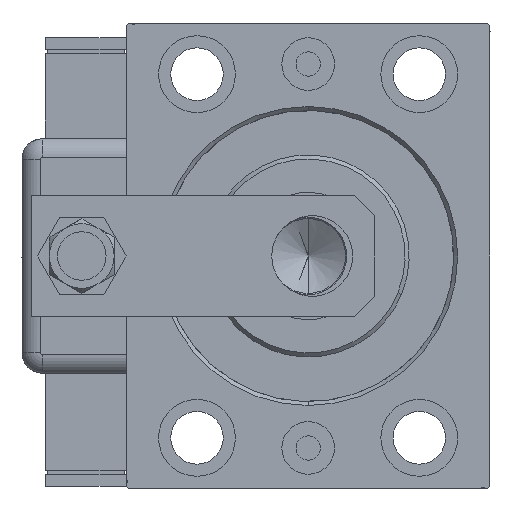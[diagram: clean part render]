
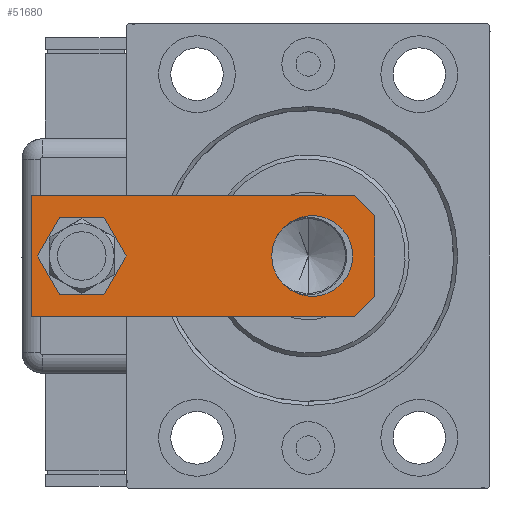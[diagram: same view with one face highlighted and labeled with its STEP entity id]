
A CAD part, left-side view. The second image highlights one B-rep face of the part: STEP entity #51680.
In plain terms, the highlighted face is planar.
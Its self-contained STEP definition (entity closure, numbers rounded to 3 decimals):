
#36 = LINE ( 'NONE', #55755, #36550 ) ;
#278 = DIRECTION ( 'NONE',  ( 1., 0., 0. ) ) ;
#296 = CIRCLE ( 'NONE', #3172, 10. ) ;
#407 = VERTEX_POINT ( 'NONE', #51570 ) ;
#902 = LINE ( 'NONE', #36482, #8596 ) ;
#1855 = VECTOR ( 'NONE', #18608, 1000. ) ;
#2120 = DIRECTION ( 'NONE',  ( 1., 0., 0. ) ) ;
#2711 = EDGE_CURVE ( 'NONE', #33859, #53489, #4338, .T. ) ;
#3051 = LINE ( 'NONE', #30464, #57466 ) ;
#3172 = AXIS2_PLACEMENT_3D ( 'NONE', #32205, #50581, #12183 ) ;
#3733 = VECTOR ( 'NONE', #30153, 1000. ) ;
#4338 = CIRCLE ( 'NONE', #36084, 7. ) ;
#4796 = FACE_BOUND ( 'NONE', #59063, .T. ) ;
#5591 = DIRECTION ( 'NONE',  ( 0., 0., 1. ) ) ;
#6129 = CARTESIAN_POINT ( 'NONE',  ( -15., 85., 0. ) ) ;
#7240 = CARTESIAN_POINT ( 'NONE',  ( 15., 0., 0. ) ) ;
#8596 = VECTOR ( 'NONE', #32239, 1000. ) ;
#9596 = PLANE ( 'NONE',  #36077 ) ;
#11240 = DIRECTION ( 'NONE',  ( 1., 0., 0. ) ) ;
#11702 = DIRECTION ( 'NONE',  ( 1., 0., 0. ) ) ;
#12183 = DIRECTION ( 'NONE',  ( 1., 0., 0. ) ) ;
#12584 = CARTESIAN_POINT ( 'NONE',  ( 0., 72.5, 0. ) ) ;
#13959 = ORIENTED_EDGE ( 'NONE', *, *, #59058, .T. ) ;
#15322 = AXIS2_PLACEMENT_3D ( 'NONE', #12584, #16217, #11702 ) ;
#15905 = VERTEX_POINT ( 'NONE', #17147 ) ;
#16217 = DIRECTION ( 'NONE',  ( 0., 0., 1. ) ) ;
#16426 = EDGE_CURVE ( 'NONE', #39918, #407, #20291, .T. ) ;
#16626 = ORIENTED_EDGE ( 'NONE', *, *, #17596, .F. ) ;
#17147 = CARTESIAN_POINT ( 'NONE',  ( -15., 5., 0. ) ) ;
#17171 = LINE ( 'NONE', #7240, #3733 ) ;
#17596 = EDGE_CURVE ( 'NONE', #20232, #50584, #17171, .T. ) ;
#17614 = CIRCLE ( 'NONE', #39724, 10. ) ;
#18031 = EDGE_CURVE ( 'NONE', #53489, #33859, #53822, .T. ) ;
#18121 = VECTOR ( 'NONE', #11240, 1000. ) ;
#18608 = DIRECTION ( 'NONE',  ( 0., -1., 0. ) ) ;
#19312 = EDGE_CURVE ( 'NONE', #50584, #47044, #36, .T. ) ;
#19733 = DIRECTION ( 'NONE',  ( 1., 0., 0. ) ) ;
#20232 = VERTEX_POINT ( 'NONE', #34801 ) ;
#20291 = LINE ( 'NONE', #52233, #18121 ) ;
#20633 = CARTESIAN_POINT ( 'NONE',  ( 0., 72.5, 0. ) ) ;
#23173 = DIRECTION ( 'NONE',  ( 0., 0., 1. ) ) ;
#23256 = ORIENTED_EDGE ( 'NONE', *, *, #33026, .F. ) ;
#23373 = CARTESIAN_POINT ( 'NONE',  ( -10., 15.5, 0. ) ) ;
#24699 = CARTESIAN_POINT ( 'NONE',  ( 0., 15.5, 0. ) ) ;
#25248 = ORIENTED_EDGE ( 'NONE', *, *, #19312, .F. ) ;
#27409 = VERTEX_POINT ( 'NONE', #53207 ) ;
#27967 = CARTESIAN_POINT ( 'NONE',  ( -7., 72.5, 0. ) ) ;
#30153 = DIRECTION ( 'NONE',  ( 0., 1., 0. ) ) ;
#30464 = CARTESIAN_POINT ( 'NONE',  ( -10., 0., 0. ) ) ;
#32205 = CARTESIAN_POINT ( 'NONE',  ( 0., 15.5, 0. ) ) ;
#32239 = DIRECTION ( 'NONE',  ( -0.707, -0.707, 0. ) ) ;
#32814 = EDGE_CURVE ( 'NONE', #20232, #407, #902, .T. ) ;
#33026 = EDGE_CURVE ( 'NONE', #47044, #15905, #59610, .T. ) ;
#33859 = VERTEX_POINT ( 'NONE', #27967 ) ;
#34051 = DIRECTION ( 'NONE',  ( 0., 0., 1. ) ) ;
#34801 = CARTESIAN_POINT ( 'NONE',  ( 15., 5., 0. ) ) ;
#36077 = AXIS2_PLACEMENT_3D ( 'NONE', #59336, #23173, #278 ) ;
#36084 = AXIS2_PLACEMENT_3D ( 'NONE', #20633, #5591, #19733 ) ;
#36482 = CARTESIAN_POINT ( 'NONE',  ( 15., 5., 0. ) ) ;
#36545 = CARTESIAN_POINT ( 'NONE',  ( -10., 0., 0. ) ) ;
#36550 = VECTOR ( 'NONE', #40721, 1000. ) ;
#37932 = ORIENTED_EDGE ( 'NONE', *, *, #46634, .T. ) ;
#38372 = VERTEX_POINT ( 'NONE', #23373 ) ;
#39724 = AXIS2_PLACEMENT_3D ( 'NONE', #24699, #34051, #2120 ) ;
#39918 = VERTEX_POINT ( 'NONE', #36545 ) ;
#40095 = CARTESIAN_POINT ( 'NONE',  ( 7., 72.5, 0. ) ) ;
#40721 = DIRECTION ( 'NONE',  ( -1., 0., 0. ) ) ;
#41264 = FACE_OUTER_BOUND ( 'NONE', #42981, .T. ) ;
#42981 = EDGE_LOOP ( 'NONE', ( #58837, #13959, #23256, #25248, #16626, #59189 ) ) ;
#45198 = EDGE_LOOP ( 'NONE', ( #49641, #52007 ) ) ;
#46328 = CARTESIAN_POINT ( 'NONE',  ( -15., 85., 0. ) ) ;
#46634 = EDGE_CURVE ( 'NONE', #27409, #38372, #17614, .T. ) ;
#46898 = EDGE_CURVE ( 'NONE', #38372, #27409, #296, .T. ) ;
#47044 = VERTEX_POINT ( 'NONE', #6129 ) ;
#48835 = DIRECTION ( 'NONE',  ( -0.707, 0.707, 0. ) ) ;
#49113 = ORIENTED_EDGE ( 'NONE', *, *, #46898, .T. ) ;
#49641 = ORIENTED_EDGE ( 'NONE', *, *, #2711, .T. ) ;
#50581 = DIRECTION ( 'NONE',  ( 0., 0., 1. ) ) ;
#50584 = VERTEX_POINT ( 'NONE', #51529 ) ;
#51529 = CARTESIAN_POINT ( 'NONE',  ( 15., 85., 0. ) ) ;
#51570 = CARTESIAN_POINT ( 'NONE',  ( 10., 0., 0. ) ) ;
#51680 = ADVANCED_FACE ( 'NONE', ( #41264, #59037, #4796 ), #9596, .F. ) ;
#52007 = ORIENTED_EDGE ( 'NONE', *, *, #18031, .T. ) ;
#52233 = CARTESIAN_POINT ( 'NONE',  ( -15., 0., 0. ) ) ;
#53207 = CARTESIAN_POINT ( 'NONE',  ( 10., 15.5, 0. ) ) ;
#53489 = VERTEX_POINT ( 'NONE', #40095 ) ;
#53822 = CIRCLE ( 'NONE', #15322, 7. ) ;
#55755 = CARTESIAN_POINT ( 'NONE',  ( 15., 85., 0. ) ) ;
#57466 = VECTOR ( 'NONE', #48835, 1000. ) ;
#58837 = ORIENTED_EDGE ( 'NONE', *, *, #16426, .F. ) ;
#59037 = FACE_BOUND ( 'NONE', #45198, .T. ) ;
#59058 = EDGE_CURVE ( 'NONE', #39918, #15905, #3051, .T. ) ;
#59063 = EDGE_LOOP ( 'NONE', ( #49113, #37932 ) ) ;
#59189 = ORIENTED_EDGE ( 'NONE', *, *, #32814, .T. ) ;
#59336 = CARTESIAN_POINT ( 'NONE',  ( 0., 0., 0. ) ) ;
#59610 = LINE ( 'NONE', #46328, #1855 ) ;
